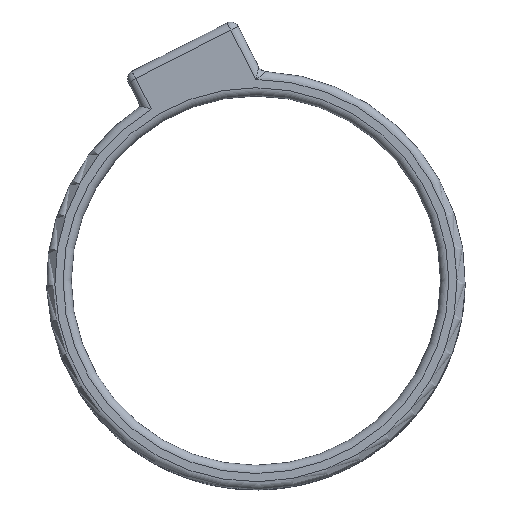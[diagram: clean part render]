
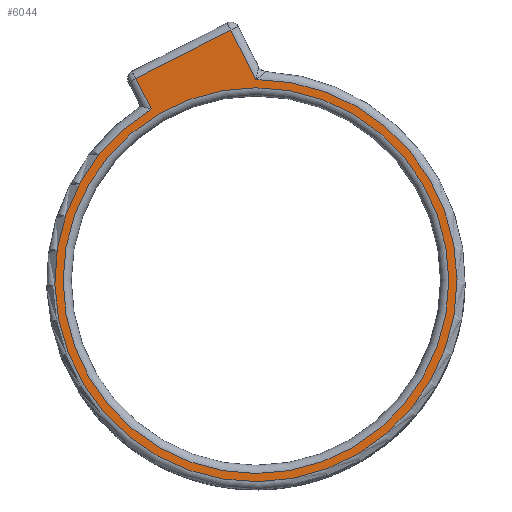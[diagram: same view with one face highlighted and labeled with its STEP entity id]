
A CAD part, top view. The second image highlights one B-rep face of the part: STEP entity #6044.
In plain terms, the highlighted planar face has unit normal (0, 0, 1).
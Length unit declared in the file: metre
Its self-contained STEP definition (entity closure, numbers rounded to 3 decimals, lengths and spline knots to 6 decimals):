
#150=PLANE('',#6526);
#362=LINE('',#9219,#782);
#363=LINE('',#9222,#783);
#364=LINE('',#9224,#784);
#782=VECTOR('',#7170,1.);
#783=VECTOR('',#7171,1.);
#784=VECTOR('',#7172,1.);
#1282=CIRCLE('',#6527,0.0235);
#1283=CIRCLE('',#6528,0.0245);
#1662=ORIENTED_EDGE('',*,*,#3564,.T.);
#1663=ORIENTED_EDGE('',*,*,#3565,.T.);
#1664=ORIENTED_EDGE('',*,*,#3566,.T.);
#1665=ORIENTED_EDGE('',*,*,#3567,.T.);
#1666=ORIENTED_EDGE('',*,*,#3568,.T.);
#3564=EDGE_CURVE('',#4515,#4515,#1282,.F.);
#3565=EDGE_CURVE('',#4516,#4517,#362,.T.);
#3566=EDGE_CURVE('',#4517,#4518,#363,.T.);
#3567=EDGE_CURVE('',#4518,#4519,#364,.F.);
#3568=EDGE_CURVE('',#4519,#4516,#1283,.T.);
#4515=VERTEX_POINT('',#9218);
#4516=VERTEX_POINT('',#9220);
#4517=VERTEX_POINT('',#9221);
#4518=VERTEX_POINT('',#9223);
#4519=VERTEX_POINT('',#9225);
#5205=EDGE_LOOP('',(#1662));
#5206=EDGE_LOOP('',(#1663,#1664,#1665,#1666));
#5600=FACE_BOUND('',#5205,.T.);
#5601=FACE_BOUND('',#5206,.T.);
#6044=ADVANCED_FACE('',(#5600,#5601),#150,.T.);
#6526=AXIS2_PLACEMENT_3D('',#9216,#7166,#7167);
#6527=AXIS2_PLACEMENT_3D('',#9217,#7168,#7169);
#6528=AXIS2_PLACEMENT_3D('',#9226,#7173,#7174);
#7166=DIRECTION('',(0.,0.,1.));
#7167=DIRECTION('',(1.,0.,0.));
#7168=DIRECTION('',(0.,0.,1.));
#7169=DIRECTION('',(1.,0.,0.));
#7170=DIRECTION('',(-0.454,0.891,0.));
#7171=DIRECTION('',(-0.891,-0.454,0.));
#7172=DIRECTION('',(-0.454,0.891,0.));
#7173=DIRECTION('',(0.,0.,1.));
#7174=DIRECTION('',(1.,0.,0.));
#9216=CARTESIAN_POINT('',(0.,0.,0.0035));
#9217=CARTESIAN_POINT('',(0.,0.,0.0035));
#9218=CARTESIAN_POINT('',(0.0235,0.,0.0035));
#9219=CARTESIAN_POINT('',(-0.003518,0.031405,0.0035));
#9220=CARTESIAN_POINT('',(0.,0.0245,0.0035));
#9221=CARTESIAN_POINT('',(-0.003064,0.030514,0.0035));
#9222=CARTESIAN_POINT('',(-0.015539,0.024158,0.0035));
#9223=CARTESIAN_POINT('',(-0.014648,0.024612,0.0035));
#9224=CARTESIAN_POINT('',(-0.013175,0.021723,0.0035));
#9225=CARTESIAN_POINT('',(-0.012763,0.020913,0.0035));
#9226=CARTESIAN_POINT('',(0.,0.,0.0035));
